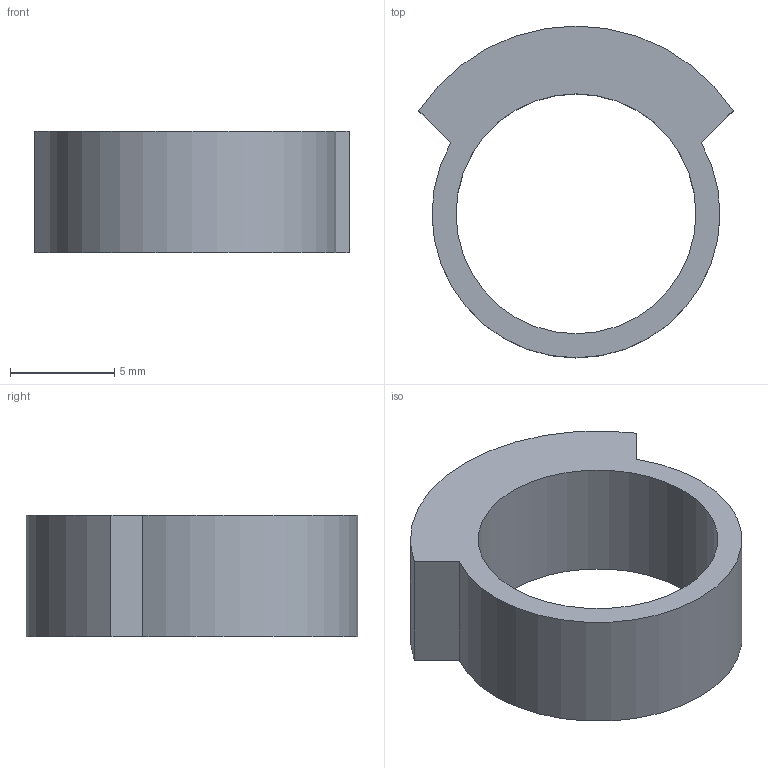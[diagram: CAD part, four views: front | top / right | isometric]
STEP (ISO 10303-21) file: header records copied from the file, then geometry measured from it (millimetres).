
FILE_DESCRIPTION((''),'2;1');
FILE_NAME('TUBE_CLAMP','2025-04-16T12:23:45',('Constantin Schempp'),(''),'CREO PARAMETRIC BY PTC INC, 2024063','CREO PARAMETRIC BY PTC INC, 2024063','');
FILE_SCHEMA(('CONFIG_CONTROL_DESIGN'));
Length unit declared in the file: millimetre
Products named in the file (1): TUBE_CLAMP
Bounding box: 15.05 x 15.9 x 5.8 mm (x, y, z)
Volume: 462.2 mm3; surface area: 664.5 mm2
Topology: 1 solids, 1 shells, 8 faces, 28 edges, 26 vertices
Faces by surface type: plane 4, cylinder 4
Entity records: 343 total; most frequent: DIRECTION 58, CARTESIAN_POINT 49, ORIENTED_EDGE 36, AXIS2_PLACEMENT_3D 21, EDGE_CURVE 18, VECTOR 16, LINE 16, VERTEX_POINT 12
